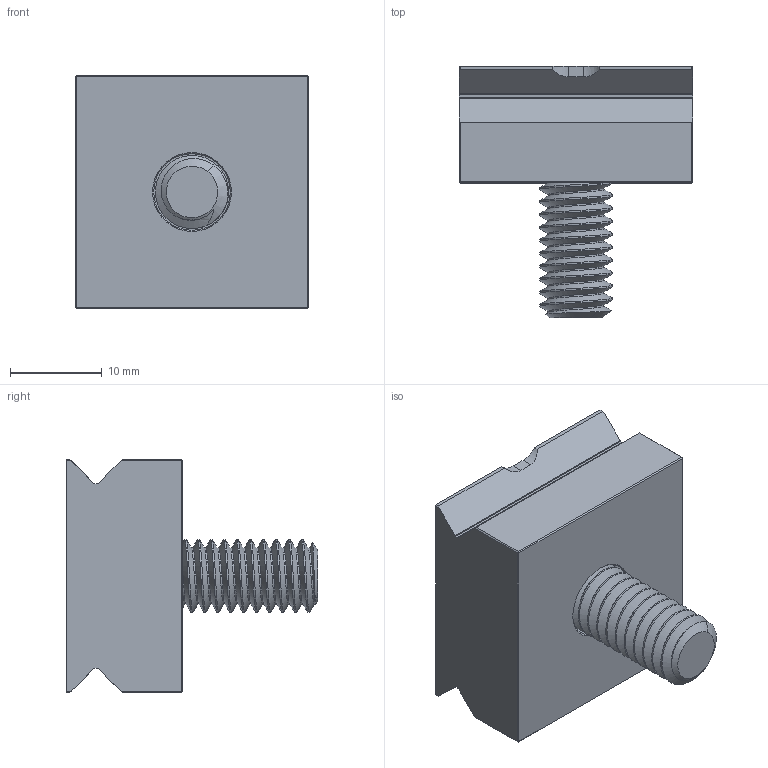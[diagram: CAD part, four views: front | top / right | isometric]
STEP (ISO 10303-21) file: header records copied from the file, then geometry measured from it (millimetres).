
FILE_DESCRIPTION (( 'STEP AP214' ), '1' );
FILE_NAME ('32150_DD_for Step_Part File.STEP', '2022-03-07T18:45:07', ( '' ), ( '' ), 'SwSTEP 2.0', 'SolidWorks 2021', '' );
FILE_SCHEMA (( 'AUTOMOTIVE_DESIGN' ));
Length unit declared in the file: inch
Products named in the file (1): 32150_DD_for Step_Part File
Bounding box: 25.4 x 27.38 x 25.4 mm (x, y, z)
Volume: 7784.2 mm3; surface area: 4299 mm2
Topology: 2 solids, 2 shells, 135 faces, 350 edges, 222 vertices
Faces by surface type: cylinder 69, plane 45, cone 19, bspline 2
Entity records: 7276 total; most frequent: CARTESIAN_POINT 2511, ORIENTED_EDGE 700, DIRECTION 538, EDGE_CURVE 350, VERTEX_POINT 222, AXIS2_PLACEMENT_3D 181, VECTOR 176, LINE 176
